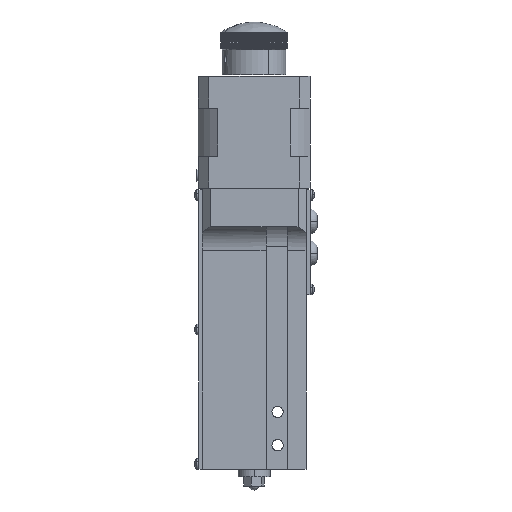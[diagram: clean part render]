
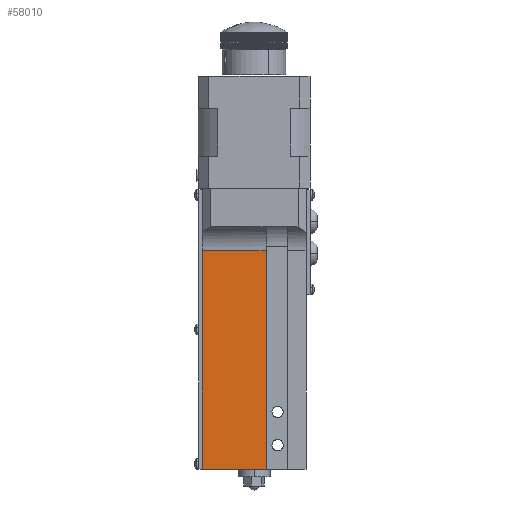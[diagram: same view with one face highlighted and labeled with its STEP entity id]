
A CAD part, left-side view. The second image highlights one B-rep face of the part: STEP entity #58010.
In plain terms, the highlighted planar face has unit normal (-1, 0, 0).
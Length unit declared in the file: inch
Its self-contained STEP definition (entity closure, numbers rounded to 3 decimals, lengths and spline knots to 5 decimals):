
#41266 = CARTESIAN_POINT ( 'NONE',  ( -1.13148, -0.13375, -3.33296 ) ) ;
#41289 = CARTESIAN_POINT ( 'NONE',  ( -1.13148, -0.13375, -0.10187 ) ) ;
#41290 = DIRECTION ( 'NONE',  ( 0., 0., -1. ) ) ;
#41291 = VECTOR ( 'NONE', #41290, 39.37008 ) ;
#41292 = CARTESIAN_POINT ( 'NONE',  ( -1.13148, -0.13375, -3.33296 ) ) ;
#41297 = LINE ( 'NONE', #41292, #41291 ) ;
#41335 = CARTESIAN_POINT ( 'NONE',  ( -1.13148, -1.07863, -0.10187 ) ) ;
#41447 = VECTOR ( 'NONE', #41496, 39.37008 ) ;
#41448 = CARTESIAN_POINT ( 'NONE',  ( -1.13148, -1.07863, -3.33296 ) ) ;
#41449 = LINE ( 'NONE', #41448, #41447 ) ;
#41450 = CARTESIAN_POINT ( 'NONE',  ( -1.13148, -1.07863, -3.33296 ) ) ;
#41456 = DIRECTION ( 'NONE',  ( 0., 1., 0. ) ) ;
#41457 = VECTOR ( 'NONE', #41456, 39.37008 ) ;
#41458 = CARTESIAN_POINT ( 'NONE',  ( -1.13148, -1.07863, -0.10187 ) ) ;
#41459 = LINE ( 'NONE', #41458, #41457 ) ;
#41470 = CARTESIAN_POINT ( 'NONE',  ( -1.13148, -1.07863, -3.33296 ) ) ;
#41471 = AXIS2_PLACEMENT_3D ( 'NONE', #41470, #41523, #41522 ) ;
#41472 = PLANE ( 'NONE',  #41471 ) ;
#41490 = FACE_OUTER_BOUND ( 'NONE', #58011, .T. ) ;
#41496 = DIRECTION ( 'NONE',  ( 0., 1., 0. ) ) ;
#41517 = DIRECTION ( 'NONE',  ( 0., 0., -1. ) ) ;
#41518 = VECTOR ( 'NONE', #41517, 39.37008 ) ;
#41519 = CARTESIAN_POINT ( 'NONE',  ( -1.13148, -1.07863, -3.33296 ) ) ;
#41520 = LINE ( 'NONE', #41519, #41518 ) ;
#41522 = DIRECTION ( 'NONE',  ( 0., 0., -1. ) ) ;
#41523 = DIRECTION ( 'NONE',  ( 1., 0., 0. ) ) ;
#57934 = ORIENTED_EDGE ( 'NONE', *, *, #58000, .T. ) ;
#57936 = VERTEX_POINT ( 'NONE', #41266 ) ;
#57944 = ORIENTED_EDGE ( 'NONE', *, *, #57945, .T. ) ;
#57945 = EDGE_CURVE ( 'NONE', #57946, #57936, #41297, .T. ) ;
#57946 = VERTEX_POINT ( 'NONE', #41289 ) ;
#57949 = VERTEX_POINT ( 'NONE', #41335 ) ;
#58000 = EDGE_CURVE ( 'NONE', #57949, #57946, #41459, .T. ) ;
#58004 = VERTEX_POINT ( 'NONE', #41450 ) ;
#58007 = ORIENTED_EDGE ( 'NONE', *, *, #58008, .F. ) ;
#58008 = EDGE_CURVE ( 'NONE', #58004, #57936, #41449, .T. ) ;
#58010 = ADVANCED_FACE ( 'NONE', ( #41490 ), #41472, .F. ) ;
#58011 = EDGE_LOOP ( 'NONE', ( #57944, #58007, #58015, #57934 ) ) ;
#58013 = EDGE_CURVE ( 'NONE', #57949, #58004, #41520, .T. ) ;
#58015 = ORIENTED_EDGE ( 'NONE', *, *, #58013, .F. ) ;
